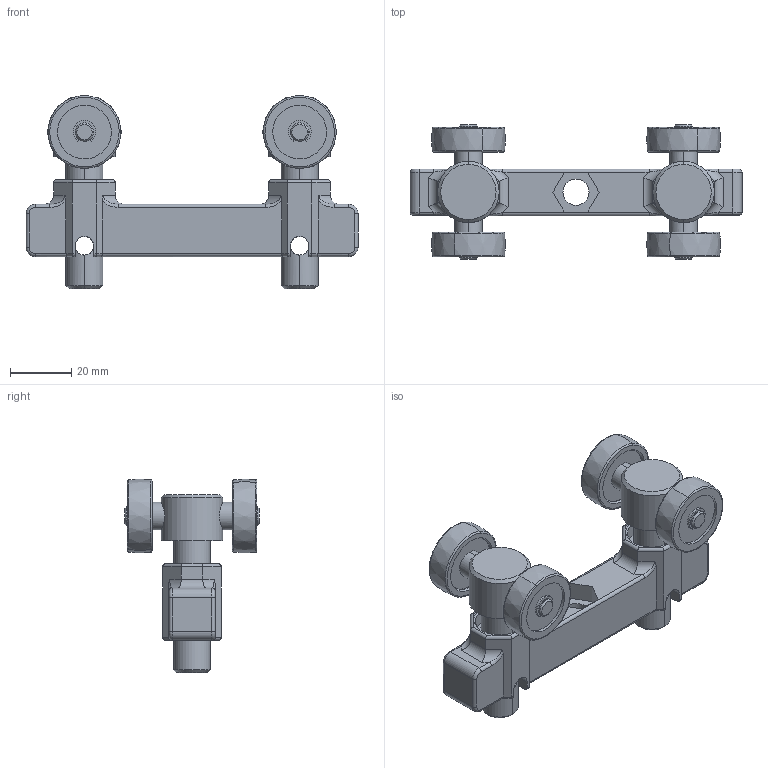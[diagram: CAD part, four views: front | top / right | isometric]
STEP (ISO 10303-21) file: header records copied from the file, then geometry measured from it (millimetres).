
FILE_DESCRIPTION(/* description */ (''),/* implementation_level */ '2;1');
FILE_NAME(/* name */ '55-030-0.step',/* time_stamp */ '2020-12-29T17:06:18-05:00',/* author */ (''),/* organization */ (''),/* preprocessor_version */ 'ST-DEVELOPER v18.1',/* originating_system */ 'Autodesk Translation Framework v9.7.1.1290',/* authorisation */ '');
FILE_SCHEMA (('AUTOMOTIVE_DESIGN { 1 0 10303 214 3 1 1 }'));
Length unit declared in the file: millimetre
Products named in the file (1): 55-030-0
Bounding box: 108 x 43.8 x 63.01 mm (x, y, z)
Volume: 56248.8 mm3; surface area: 27308.3 mm2
Topology: 18 solids, 18 shells, 463 faces, 1095 edges, 674 vertices
Faces by surface type: cylinder 224, plane 157, cone 36, torus 26, bspline 20
Full cylindrical faces by diameter (mm): 6 x4
Entity records: 15842 total; most frequent: CARTESIAN_POINT 4978, DIRECTION 2345, ORIENTED_EDGE 2182, EDGE_CURVE 1091, AXIS2_PLACEMENT_3D 898, VERTEX_POINT 674, LINE 549, VECTOR 549
